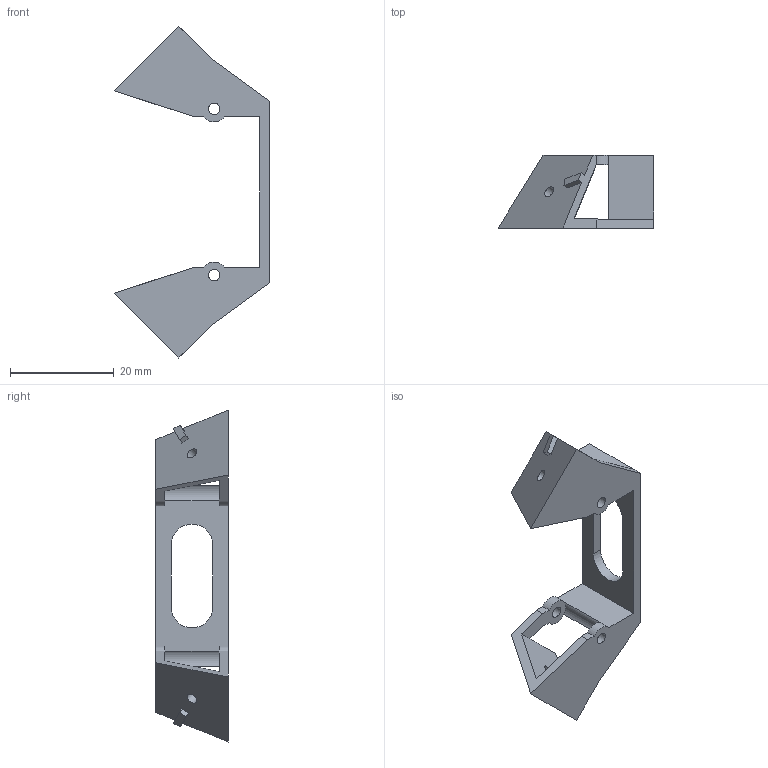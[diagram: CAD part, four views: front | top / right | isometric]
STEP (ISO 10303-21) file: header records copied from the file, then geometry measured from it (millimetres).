
FILE_DESCRIPTION(/* description */ (''),/* implementation_level */ '2;1');
FILE_NAME(/* name */ 'fork.stp',/* time_stamp */ '2025-03-11T11:40:12Z',/* author */ ('diogo'),/* organization */ (''),/* preprocessor_version */ 'ST-DEVELOPER v19.2',/* originating_system */ 'Autodesk Inventor 2024',/* authorisation */ '');
FILE_SCHEMA (('AUTOMOTIVE_DESIGN { 1 0 10303 214 3 1 1 }'));
Length unit declared in the file: millimetre
Products named in the file (1): Garfo
Bounding box: 30.04 x 14 x 63.95 mm (x, y, z)
Volume: 2881.4 mm3; surface area: 3737.3 mm2
Topology: 1 solids, 1 shells, 58 faces, 170 edges, 110 vertices
Faces by surface type: plane 42, cylinder 16
Full cylindrical faces by diameter (mm): 2.2 x6
Entity records: 1985 total; most frequent: ORIENTED_EDGE 340, CARTESIAN_POINT 339, DIRECTION 320, EDGE_CURVE 170, LINE 138, VECTOR 138, VERTEX_POINT 110, AXIS2_PLACEMENT_3D 91
